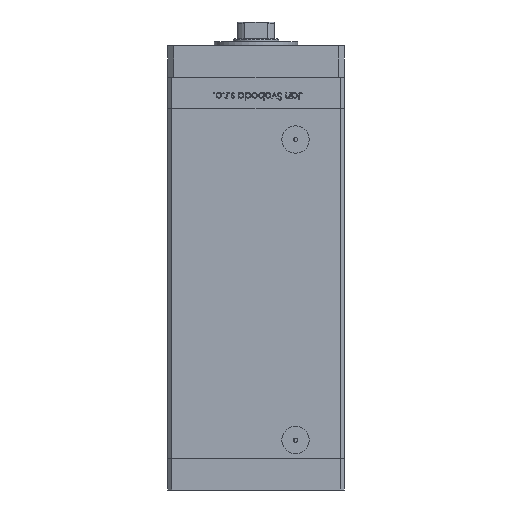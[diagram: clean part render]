
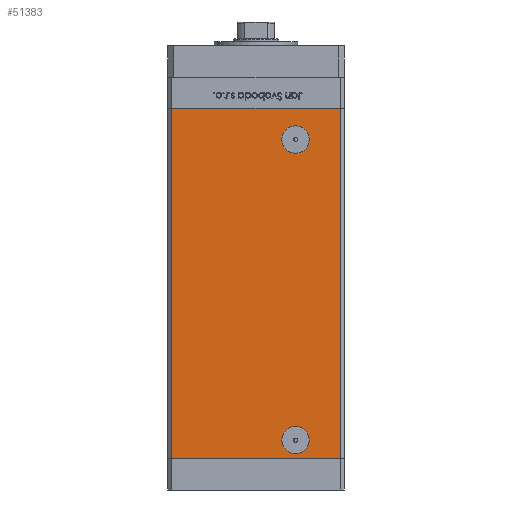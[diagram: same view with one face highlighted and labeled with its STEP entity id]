
A CAD part, front view. The second image highlights one B-rep face of the part: STEP entity #51383.
In plain terms, the highlighted planar face has unit normal (0, -1, 0).
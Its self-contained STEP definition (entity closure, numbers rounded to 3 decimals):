
#42 = ORIENTED_EDGE ( 'NONE', *, *, #47031, .F. ) ;
#728 = CARTESIAN_POINT ( 'NONE',  ( -40.5, -37.5, 0. ) ) ;
#1006 = AXIS2_PLACEMENT_3D ( 'NONE', #51192, #19476, #34941 ) ;
#2222 = VERTEX_POINT ( 'NONE', #11006 ) ;
#2341 = CARTESIAN_POINT ( 'NONE',  ( 40.5, -37.5, 168.5 ) ) ;
#2372 = DIRECTION ( 'NONE',  ( 0., 0., 1. ) ) ;
#2608 = EDGE_LOOP ( 'NONE', ( #42, #4337 ) ) ;
#3576 = DIRECTION ( 'NONE',  ( 0., 0., -1. ) ) ;
#4337 = ORIENTED_EDGE ( 'NONE', *, *, #41315, .F. ) ;
#5578 = CARTESIAN_POINT ( 'NONE',  ( 19., -37.5, 146.92 ) ) ;
#5617 = CARTESIAN_POINT ( 'NONE',  ( -40.5, -37.5, 168.5 ) ) ;
#6505 = CARTESIAN_POINT ( 'NONE',  ( 40.5, -37.5, 168.5 ) ) ;
#7455 = CARTESIAN_POINT ( 'NONE',  ( -40.5, -37.5, 168.5 ) ) ;
#8228 = EDGE_CURVE ( 'NONE', #48664, #28743, #45555, .T. ) ;
#8518 = DIRECTION ( 'NONE',  ( 0., 1., 0. ) ) ;
#11006 = CARTESIAN_POINT ( 'NONE',  ( 40.5, -37.5, 0. ) ) ;
#11045 = VECTOR ( 'NONE', #40028, 1000. ) ;
#14385 = EDGE_LOOP ( 'NONE', ( #29038, #35885, #15206, #14916 ) ) ;
#14821 = VERTEX_POINT ( 'NONE', #728 ) ;
#14916 = ORIENTED_EDGE ( 'NONE', *, *, #44850, .T. ) ;
#15206 = ORIENTED_EDGE ( 'NONE', *, *, #42762, .F. ) ;
#15795 = DIRECTION ( 'NONE',  ( 0., -1., 0. ) ) ;
#15808 = CIRCLE ( 'NONE', #23604, 6.58 ) ;
#16224 = EDGE_CURVE ( 'NONE', #50127, #2222, #48443, .T. ) ;
#17041 = VERTEX_POINT ( 'NONE', #28715 ) ;
#19476 = DIRECTION ( 'NONE',  ( 0., -1., 0. ) ) ;
#19989 = EDGE_LOOP ( 'NONE', ( #34087, #42863 ) ) ;
#20977 = VERTEX_POINT ( 'NONE', #28926 ) ;
#22058 = DIRECTION ( 'NONE',  ( 1., 0., 0. ) ) ;
#22454 = FACE_BOUND ( 'NONE', #19989, .T. ) ;
#23604 = AXIS2_PLACEMENT_3D ( 'NONE', #40730, #15795, #3576 ) ;
#25616 = CARTESIAN_POINT ( 'NONE',  ( -40.5, -37.5, 0. ) ) ;
#26374 = CARTESIAN_POINT ( 'NONE',  ( -40.5, -37.5, 168.5 ) ) ;
#26406 = LINE ( 'NONE', #25616, #49107 ) ;
#26542 = AXIS2_PLACEMENT_3D ( 'NONE', #50257, #8518, #38568 ) ;
#26976 = VECTOR ( 'NONE', #30173, 1000. ) ;
#27733 = EDGE_CURVE ( 'NONE', #14821, #2222, #26406, .T. ) ;
#27819 = LINE ( 'NONE', #7455, #28758 ) ;
#28715 = CARTESIAN_POINT ( 'NONE',  ( -40.5, -37.5, 168.5 ) ) ;
#28716 = CIRCLE ( 'NONE', #1006, 6.58 ) ;
#28743 = VERTEX_POINT ( 'NONE', #5578 ) ;
#28758 = VECTOR ( 'NONE', #53266, 1000. ) ;
#28926 = CARTESIAN_POINT ( 'NONE',  ( 19., -37.5, 15.58 ) ) ;
#29038 = ORIENTED_EDGE ( 'NONE', *, *, #27733, .T. ) ;
#30173 = DIRECTION ( 'NONE',  ( 0., 0., -1. ) ) ;
#30855 = DIRECTION ( 'NONE',  ( 0., 1., 0. ) ) ;
#31481 = CARTESIAN_POINT ( 'NONE',  ( 19., -37.5, 153.5 ) ) ;
#31743 = DIRECTION ( 'NONE',  ( 0., 0., -1. ) ) ;
#34087 = ORIENTED_EDGE ( 'NONE', *, *, #42086, .T. ) ;
#34246 = CARTESIAN_POINT ( 'NONE',  ( 19., -37.5, 2.42 ) ) ;
#34513 = LINE ( 'NONE', #26374, #26976 ) ;
#34653 = PLANE ( 'NONE',  #37719 ) ;
#34822 = AXIS2_PLACEMENT_3D ( 'NONE', #31481, #51807, #31743 ) ;
#34941 = DIRECTION ( 'NONE',  ( 0., 0., -1. ) ) ;
#35885 = ORIENTED_EDGE ( 'NONE', *, *, #16224, .F. ) ;
#36283 = VERTEX_POINT ( 'NONE', #34246 ) ;
#37719 = AXIS2_PLACEMENT_3D ( 'NONE', #5617, #30855, #2372 ) ;
#38568 = DIRECTION ( 'NONE',  ( 0., 0., -1. ) ) ;
#39520 = FACE_OUTER_BOUND ( 'NONE', #14385, .T. ) ;
#40028 = DIRECTION ( 'NONE',  ( 0., 0., -1. ) ) ;
#40730 = CARTESIAN_POINT ( 'NONE',  ( 19., -37.5, 9. ) ) ;
#41315 = EDGE_CURVE ( 'NONE', #20977, #36283, #28716, .T. ) ;
#42086 = EDGE_CURVE ( 'NONE', #28743, #48664, #44225, .T. ) ;
#42762 = EDGE_CURVE ( 'NONE', #17041, #50127, #27819, .T. ) ;
#42781 = FACE_BOUND ( 'NONE', #2608, .T. ) ;
#42863 = ORIENTED_EDGE ( 'NONE', *, *, #8228, .T. ) ;
#44225 = CIRCLE ( 'NONE', #34822, 6.58 ) ;
#44850 = EDGE_CURVE ( 'NONE', #17041, #14821, #34513, .T. ) ;
#45555 = CIRCLE ( 'NONE', #26542, 6.58 ) ;
#47031 = EDGE_CURVE ( 'NONE', #36283, #20977, #15808, .T. ) ;
#48443 = LINE ( 'NONE', #2341, #11045 ) ;
#48664 = VERTEX_POINT ( 'NONE', #50725 ) ;
#49107 = VECTOR ( 'NONE', #22058, 1000. ) ;
#50127 = VERTEX_POINT ( 'NONE', #6505 ) ;
#50257 = CARTESIAN_POINT ( 'NONE',  ( 19., -37.5, 153.5 ) ) ;
#50725 = CARTESIAN_POINT ( 'NONE',  ( 19., -37.5, 160.08 ) ) ;
#51192 = CARTESIAN_POINT ( 'NONE',  ( 19., -37.5, 9. ) ) ;
#51383 = ADVANCED_FACE ( 'NONE', ( #42781, #39520, #22454 ), #34653, .F. ) ;
#51807 = DIRECTION ( 'NONE',  ( 0., 1., 0. ) ) ;
#53266 = DIRECTION ( 'NONE',  ( 1., 0., 0. ) ) ;
